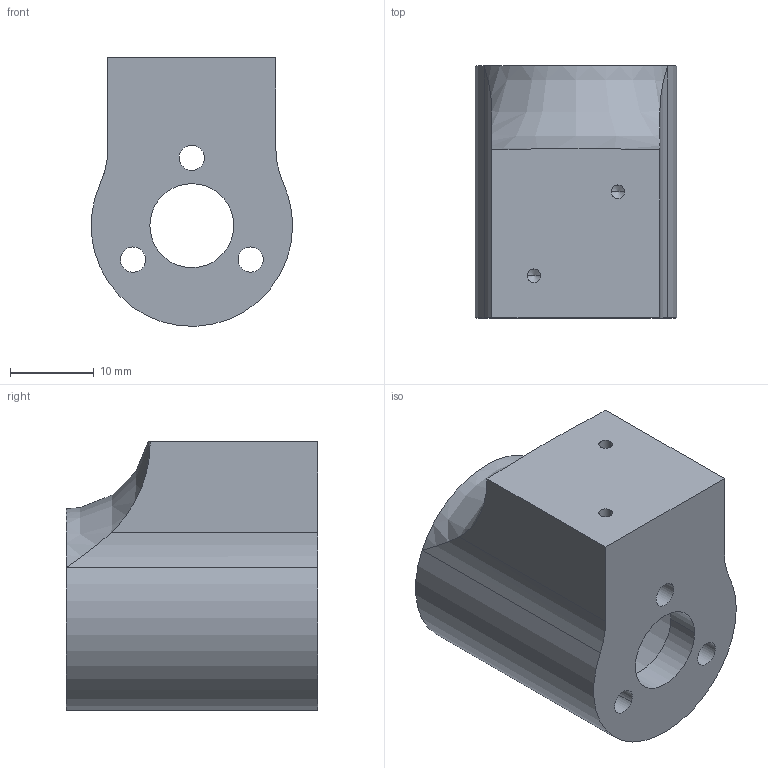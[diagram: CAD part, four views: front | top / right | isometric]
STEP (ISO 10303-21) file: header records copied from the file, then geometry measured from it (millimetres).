
FILE_DESCRIPTION (( 'STEP AP203' ), '1' );
FILE_NAME ('萇儂嘐隅杶芠.STEP', '2026-04-10T03:35:23', ( '' ), ( '' ), 'SwSTEP 2.0', 'SolidWorks 2021', '' );
FILE_SCHEMA (( 'CONFIG_CONTROL_DESIGN' ));
Length unit declared in the file: millimetre
Products named in the file (1): 萇儂嘐隅杶芠
Bounding box: 23.96 x 30 x 31.99 mm (x, y, z)
Volume: 7603.3 mm3; surface area: 5863.4 mm2
Topology: 1 solids, 1 shells, 31 faces, 78 edges, 48 vertices
Faces by surface type: cylinder 18, plane 8, bspline 5
Entity records: 1464 total; most frequent: CARTESIAN_POINT 658, DIRECTION 150, ORIENTED_EDGE 148, EDGE_CURVE 74, AXIS2_PLACEMENT_3D 61, VERTEX_POINT 48, EDGE_LOOP 42, CIRCLE 34
